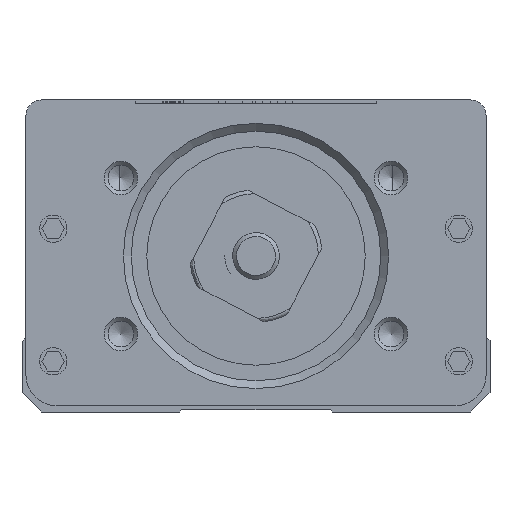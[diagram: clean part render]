
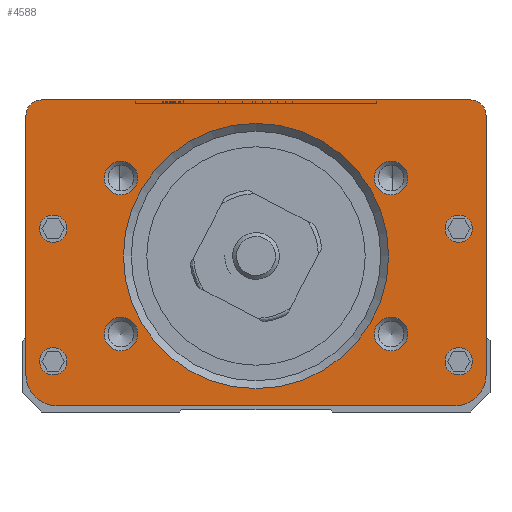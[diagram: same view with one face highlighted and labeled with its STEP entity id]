
A CAD part, front view. The second image highlights one B-rep face of the part: STEP entity #4588.
In plain terms, the highlighted face is planar.
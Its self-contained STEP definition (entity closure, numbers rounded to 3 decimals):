
#1374=LINE('',#24427,#2896);
#1420=LINE('',#24555,#2942);
#1422=LINE('',#24559,#2944);
#1442=LINE('',#24609,#2964);
#2896=VECTOR('',#19291,1.);
#2942=VECTOR('',#19385,1.);
#2944=VECTOR('',#19389,1.);
#2964=VECTOR('',#19435,1.);
#4588=ADVANCED_FACE('',(#6214,#6215,#6216,#6217,#6218,#6219,#6220,#6221,
#6222,#6223),#5536,.F.);
#5536=PLANE('',#17347);
#6214=FACE_BOUND('',#6842,.T.);
#6215=FACE_BOUND('',#6843,.T.);
#6216=FACE_BOUND('',#6844,.T.);
#6217=FACE_BOUND('',#6845,.T.);
#6218=FACE_BOUND('',#6846,.T.);
#6219=FACE_BOUND('',#6847,.T.);
#6220=FACE_BOUND('',#6848,.T.);
#6221=FACE_BOUND('',#6849,.T.);
#6222=FACE_BOUND('',#6850,.T.);
#6223=FACE_BOUND('',#6851,.T.);
#6842=EDGE_LOOP('',(#8575));
#6843=EDGE_LOOP('',(#8576));
#6844=EDGE_LOOP('',(#8577));
#6845=EDGE_LOOP('',(#8578));
#6846=EDGE_LOOP('',(#8579));
#6847=EDGE_LOOP('',(#8580));
#6848=EDGE_LOOP('',(#8581));
#6849=EDGE_LOOP('',(#8582));
#6850=EDGE_LOOP('',(#8583));
#6851=EDGE_LOOP('',(#8584,#8585,#8586,#8587,#8588,#8589,#8590,#8591));
#8575=ORIENTED_EDGE('',*,*,#14571,.T.);
#8576=ORIENTED_EDGE('',*,*,#14572,.T.);
#8577=ORIENTED_EDGE('',*,*,#14573,.T.);
#8578=ORIENTED_EDGE('',*,*,#14574,.T.);
#8579=ORIENTED_EDGE('',*,*,#14575,.T.);
#8580=ORIENTED_EDGE('',*,*,#14576,.T.);
#8581=ORIENTED_EDGE('',*,*,#14577,.T.);
#8582=ORIENTED_EDGE('',*,*,#14578,.T.);
#8583=ORIENTED_EDGE('',*,*,#14579,.T.);
#8584=ORIENTED_EDGE('',*,*,#14554,.F.);
#8585=ORIENTED_EDGE('',*,*,#14508,.F.);
#8586=ORIENTED_EDGE('',*,*,#14529,.F.);
#8587=ORIENTED_EDGE('',*,*,#14569,.F.);
#8588=ORIENTED_EDGE('',*,*,#14464,.F.);
#8589=ORIENTED_EDGE('',*,*,#14568,.F.);
#8590=ORIENTED_EDGE('',*,*,#14527,.F.);
#8591=ORIENTED_EDGE('',*,*,#14516,.F.);
#12826=VERTEX_POINT('',#24426);
#12827=VERTEX_POINT('',#24428);
#12867=VERTEX_POINT('',#24514);
#12868=VERTEX_POINT('',#24516);
#12875=VERTEX_POINT('',#24532);
#12876=VERTEX_POINT('',#24534);
#12881=VERTEX_POINT('',#24547);
#12885=VERTEX_POINT('',#24558);
#12910=VERTEX_POINT('',#24639);
#12911=VERTEX_POINT('',#24641);
#12912=VERTEX_POINT('',#24643);
#12913=VERTEX_POINT('',#24645);
#12914=VERTEX_POINT('',#24647);
#12915=VERTEX_POINT('',#24649);
#12916=VERTEX_POINT('',#24651);
#12917=VERTEX_POINT('',#24653);
#12918=VERTEX_POINT('',#24655);
#14464=EDGE_CURVE('',#12826,#12827,#1374,.T.);
#14508=EDGE_CURVE('',#12867,#12868,#16547,.T.);
#14516=EDGE_CURVE('',#12875,#12876,#16549,.T.);
#14527=EDGE_CURVE('',#12876,#12881,#1420,.T.);
#14529=EDGE_CURVE('',#12885,#12867,#1422,.T.);
#14554=EDGE_CURVE('',#12868,#12875,#1442,.T.);
#14568=EDGE_CURVE('',#12881,#12826,#16560,.T.);
#14569=EDGE_CURVE('',#12827,#12885,#16561,.T.);
#14571=EDGE_CURVE('',#12910,#12910,#16563,.T.);
#14572=EDGE_CURVE('',#12911,#12911,#16564,.T.);
#14573=EDGE_CURVE('',#12912,#12912,#16565,.T.);
#14574=EDGE_CURVE('',#12913,#12913,#16566,.T.);
#14575=EDGE_CURVE('',#12914,#12914,#16567,.T.);
#14576=EDGE_CURVE('',#12915,#12915,#16568,.T.);
#14577=EDGE_CURVE('',#12916,#12916,#16569,.T.);
#14578=EDGE_CURVE('',#12917,#12917,#16570,.T.);
#14579=EDGE_CURVE('',#12918,#12918,#16571,.T.);
#16547=CIRCLE('',#17304,4.);
#16549=CIRCLE('',#17308,4.);
#16560=CIRCLE('',#17332,2.);
#16561=CIRCLE('',#17334,2.);
#16563=CIRCLE('',#17338,2.15);
#16564=CIRCLE('',#17339,2.15);
#16565=CIRCLE('',#17340,2.15);
#16566=CIRCLE('',#17341,2.15);
#16567=CIRCLE('',#17342,17.);
#16568=CIRCLE('',#17343,1.75);
#16569=CIRCLE('',#17344,1.75);
#16570=CIRCLE('',#17345,1.75);
#16571=CIRCLE('',#17346,1.75);
#17304=AXIS2_PLACEMENT_3D('',#24515,#19355,#19356);
#17308=AXIS2_PLACEMENT_3D('',#24533,#19369,#19370);
#17332=AXIS2_PLACEMENT_3D('',#24632,#19458,#19459);
#17334=AXIS2_PLACEMENT_3D('',#24634,#19462,#19463);
#17338=AXIS2_PLACEMENT_3D('',#24638,#19470,#19471);
#17339=AXIS2_PLACEMENT_3D('',#24640,#19472,#19473);
#17340=AXIS2_PLACEMENT_3D('',#24642,#19474,#19475);
#17341=AXIS2_PLACEMENT_3D('',#24644,#19476,#19477);
#17342=AXIS2_PLACEMENT_3D('',#24646,#19478,#19479);
#17343=AXIS2_PLACEMENT_3D('',#24648,#19480,#19481);
#17344=AXIS2_PLACEMENT_3D('',#24650,#19482,#19483);
#17345=AXIS2_PLACEMENT_3D('',#24652,#19484,#19485);
#17346=AXIS2_PLACEMENT_3D('',#24654,#19486,#19487);
#17347=AXIS2_PLACEMENT_3D('',#24656,#19488,#19489);
#19291=DIRECTION('',(1.,0.,0.));
#19355=DIRECTION('',(0.,1.,0.));
#19356=DIRECTION('',(1.,0.,0.));
#19369=DIRECTION('',(0.,1.,0.));
#19370=DIRECTION('',(1.,0.,0.));
#19385=DIRECTION('',(0.,0.,1.));
#19389=DIRECTION('',(0.,0.,-1.));
#19435=DIRECTION('',(-1.,0.,0.));
#19458=DIRECTION('',(0.,1.,0.));
#19459=DIRECTION('',(0.,0.,1.));
#19462=DIRECTION('',(0.,1.,0.));
#19463=DIRECTION('',(0.,0.,1.));
#19470=DIRECTION('',(0.,1.,0.));
#19471=DIRECTION('',(0.,0.,1.));
#19472=DIRECTION('',(0.,1.,0.));
#19473=DIRECTION('',(0.,0.,1.));
#19474=DIRECTION('',(0.,1.,0.));
#19475=DIRECTION('',(0.,0.,1.));
#19476=DIRECTION('',(0.,1.,0.));
#19477=DIRECTION('',(0.,0.,1.));
#19478=DIRECTION('',(0.,1.,0.));
#19479=DIRECTION('',(0.,0.,1.));
#19480=DIRECTION('',(0.,1.,0.));
#19481=DIRECTION('',(0.,0.,1.));
#19482=DIRECTION('',(0.,1.,0.));
#19483=DIRECTION('',(0.,0.,1.));
#19484=DIRECTION('',(0.,1.,0.));
#19485=DIRECTION('',(0.,0.,1.));
#19486=DIRECTION('',(0.,1.,0.));
#19487=DIRECTION('',(0.,0.,1.));
#19488=DIRECTION('',(0.,1.,0.));
#19489=DIRECTION('',(0.,0.,-1.));
#24426=CARTESIAN_POINT('',(-27.5,-130.762,38.));
#24427=CARTESIAN_POINT('',(-25.5,-130.762,38.));
#24428=CARTESIAN_POINT('',(27.5,-130.762,38.));
#24514=CARTESIAN_POINT('',(29.5,-130.762,2.8));
#24515=CARTESIAN_POINT('',(25.5,-130.762,2.8));
#24516=CARTESIAN_POINT('',(25.5,-130.762,-1.2));
#24532=CARTESIAN_POINT('',(-25.5,-130.762,-1.2));
#24533=CARTESIAN_POINT('',(-25.5,-130.762,2.8));
#24534=CARTESIAN_POINT('',(-29.5,-130.762,2.8));
#24547=CARTESIAN_POINT('',(-29.5,-130.762,36.));
#24555=CARTESIAN_POINT('',(-29.5,-130.762,2.8));
#24558=CARTESIAN_POINT('',(29.5,-130.762,36.));
#24559=CARTESIAN_POINT('',(29.5,-130.762,39.));
#24609=CARTESIAN_POINT('',(25.5,-130.762,-1.2));
#24632=CARTESIAN_POINT('',(-27.5,-130.762,36.));
#24634=CARTESIAN_POINT('',(27.5,-130.762,36.));
#24638=CARTESIAN_POINT('',(-17.321,-130.762,28.));
#24639=CARTESIAN_POINT('',(-17.321,-130.762,30.15));
#24640=CARTESIAN_POINT('',(17.321,-130.762,8.));
#24641=CARTESIAN_POINT('',(17.321,-130.762,10.15));
#24642=CARTESIAN_POINT('',(17.321,-130.762,28.));
#24643=CARTESIAN_POINT('',(17.321,-130.762,30.15));
#24644=CARTESIAN_POINT('',(-17.321,-130.762,8.));
#24645=CARTESIAN_POINT('',(-17.321,-130.762,10.15));
#24646=CARTESIAN_POINT('',(0.,-130.762,18.));
#24647=CARTESIAN_POINT('',(0.,-130.762,35.));
#24648=CARTESIAN_POINT('',(-26.,-130.762,21.5));
#24649=CARTESIAN_POINT('',(-26.,-130.762,23.25));
#24650=CARTESIAN_POINT('',(-26.,-130.762,4.5));
#24651=CARTESIAN_POINT('',(-26.,-130.762,6.25));
#24652=CARTESIAN_POINT('',(26.,-130.762,4.5));
#24653=CARTESIAN_POINT('',(26.,-130.762,6.25));
#24654=CARTESIAN_POINT('',(26.,-130.762,21.5));
#24655=CARTESIAN_POINT('',(26.,-130.762,23.25));
#24656=CARTESIAN_POINT('',(-25.5,-130.762,2.8));
